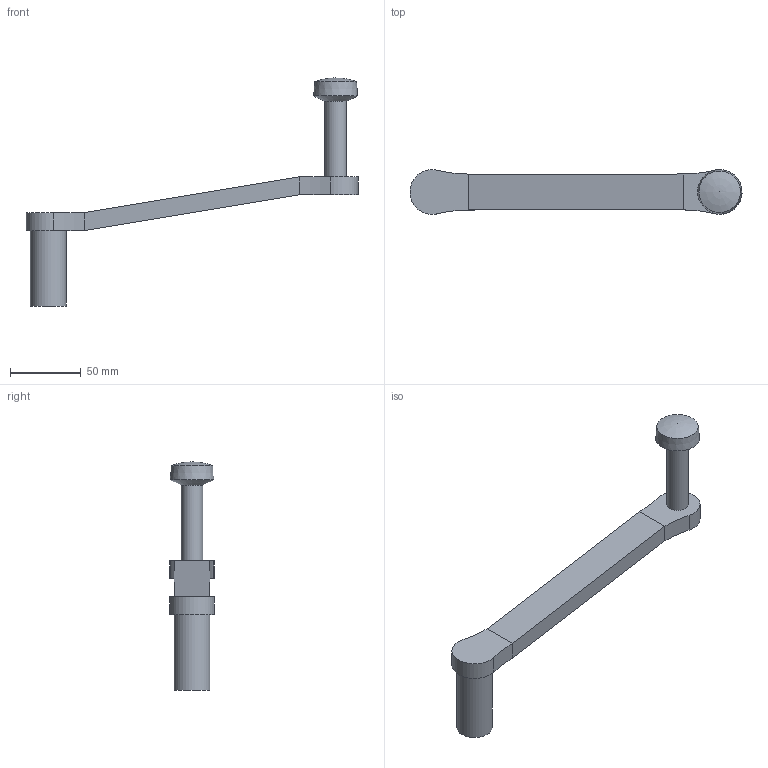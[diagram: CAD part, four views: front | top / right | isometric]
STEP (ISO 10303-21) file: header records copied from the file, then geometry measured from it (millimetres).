
FILE_DESCRIPTION( ( '' ), ' ' );
FILE_NAME( '5bf8c791a30d3414ec98f277.step', '2018-11-24T03:37:54', ( '' ), ( '' ), ' ', ' ', ' ' );
FILE_SCHEMA( ( 'AUTOMOTIVE_DESIGN { 1 0 10303 214 1 1 1 1 }' ) );
Length unit declared in the file: metre
Products named in the file (1): Winch Handle
Bounding box: 234.83 x 31.66 x 161.29 mm (x, y, z)
Volume: 123764.2 mm3; surface area: 27635.1 mm2
Topology: 1 solids, 1 shells, 20 faces, 41 edges, 24 vertices
Faces by surface type: plane 9, cylinder 8, cone 2, bspline 1
Full cylindrical faces by diameter (mm): 15.24 x1, 25.4 x1
Entity records: 683 total; most frequent: CARTESIAN_POINT 105, DIRECTION 92, ORIENTED_EDGE 68, AXIS2_PLACEMENT_3D 38, EDGE_CURVE 34, EDGE_LOOP 26, VERTEX_POINT 23, FACE_OUTER_BOUND 22
